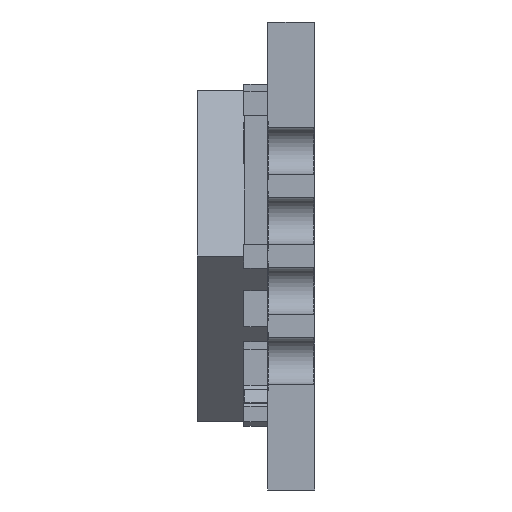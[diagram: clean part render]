
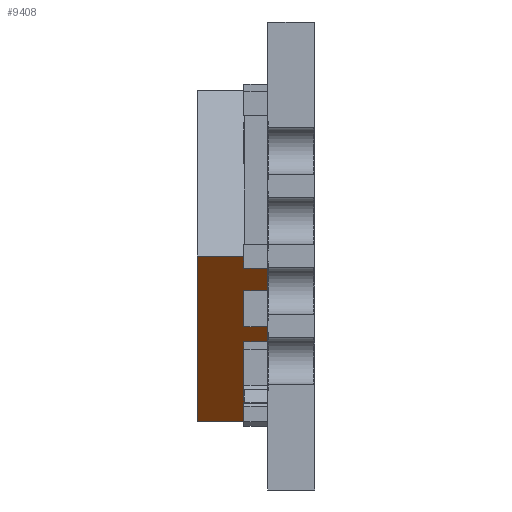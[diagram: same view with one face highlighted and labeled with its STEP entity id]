
A CAD part, left-side view. The second image highlights one B-rep face of the part: STEP entity #9408.
In plain terms, the highlighted planar face has unit normal (-0.707, 0, -0.707).
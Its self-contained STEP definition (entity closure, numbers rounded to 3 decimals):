
#1252=ORIENTED_EDGE('',*,*,#2454,.T.);
#1253=ORIENTED_EDGE('',*,*,#2865,.F.);
#1254=ORIENTED_EDGE('',*,*,#2870,.F.);
#1255=ORIENTED_EDGE('',*,*,#2868,.T.);
#2454=EDGE_CURVE('',#3419,#3418,#4075,.T.);
#2865=EDGE_CURVE('',#3661,#3418,#4448,.T.);
#2868=EDGE_CURVE('',#3663,#3419,#4451,.T.);
#2870=EDGE_CURVE('',#3663,#3661,#4453,.T.);
#3418=VERTEX_POINT('',#12500);
#3419=VERTEX_POINT('',#12502);
#3661=VERTEX_POINT('',#13293);
#3663=VERTEX_POINT('',#13301);
#4075=LINE('',#12501,#4981);
#4448=LINE('',#13294,#5354);
#4451=LINE('',#13300,#5357);
#4453=LINE('',#13304,#5359);
#4981=VECTOR('',#10455,1000.);
#5354=VECTOR('',#11182,1000.);
#5357=VECTOR('',#11189,1000.);
#5359=VECTOR('',#11193,1000.);
#5783=EDGE_LOOP('',(#1252,#1253,#1254,#1255));
#6163=FACE_BOUND('',#5783,.T.);
#6509=PLANE('',#9837);
#9408=ADVANCED_FACE('',(#6163),#6509,.F.);
#9837=AXIS2_PLACEMENT_3D('',#13303,#11191,#11192);
#10455=DIRECTION('',(-0.707,0.,0.707));
#11182=DIRECTION('',(0.,-1.,0.));
#11189=DIRECTION('',(0.,-1.,0.));
#11191=DIRECTION('',(0.707,0.,0.707));
#11192=DIRECTION('',(0.707,0.,-0.707));
#11193=DIRECTION('',(-0.707,0.,0.707));
#12500=CARTESIAN_POINT('',(-2.128,0.,0.));
#12501=CARTESIAN_POINT('',(0.7,0.,-2.828));
#12502=CARTESIAN_POINT('',(0.7,0.,-2.828));
#13293=CARTESIAN_POINT('',(-2.128,1.2,0.));
#13294=CARTESIAN_POINT('',(-2.128,1.2,0.));
#13300=CARTESIAN_POINT('',(0.7,1.2,-2.828));
#13301=CARTESIAN_POINT('',(0.7,1.2,-2.828));
#13303=CARTESIAN_POINT('',(0.7,1.2,-2.828));
#13304=CARTESIAN_POINT('',(0.7,1.2,-2.828));
